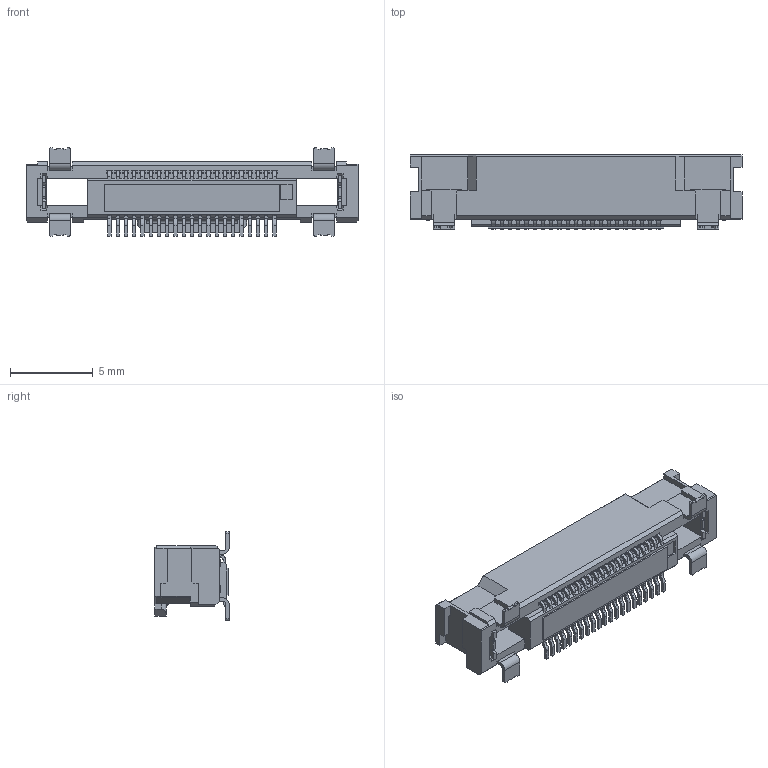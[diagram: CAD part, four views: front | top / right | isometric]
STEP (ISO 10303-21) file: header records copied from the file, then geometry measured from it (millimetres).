
FILE_DESCRIPTION (( 'STEP AP214' ), '1' );
FILE_NAME ('78--07-00061--A105423-001.STEP', '2020-09-17T10:45:49', ( '' ), ( '' ), 'SwSTEP 2.0', 'SolidWorks 2018', '' );
FILE_SCHEMA (( 'AUTOMOTIVE_DESIGN' ));
Length unit declared in the file: millimetre
Products named in the file (2): 78--07-00061--A105423-001
Bounding box: 20.1 x 4.5 x 5.35 mm (x, y, z)
Volume: 205.5 mm3; surface area: 528.4 mm2
Topology: 1 solids, 1 shells, 981 faces, 2770 edges, 1792 vertices
Faces by surface type: plane 740, cylinder 199, bspline 42
Entity records: 32234 total; most frequent: CARTESIAN_POINT 6706, ORIENTED_EDGE 5540, DIRECTION 4966, EDGE_CURVE 2770, LINE 2284, VECTOR 2284, VERTEX_POINT 1792, AXIS2_PLACEMENT_3D 1341
